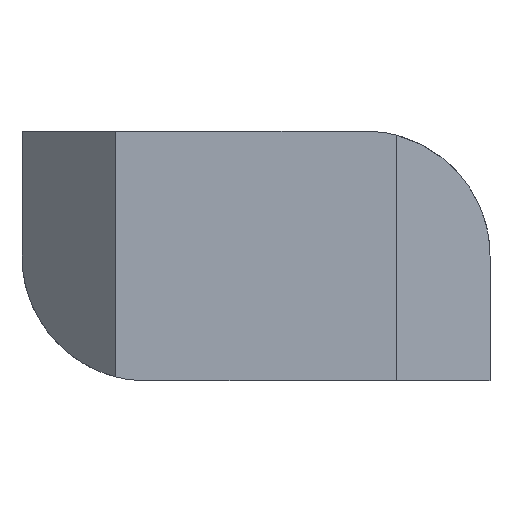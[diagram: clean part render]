
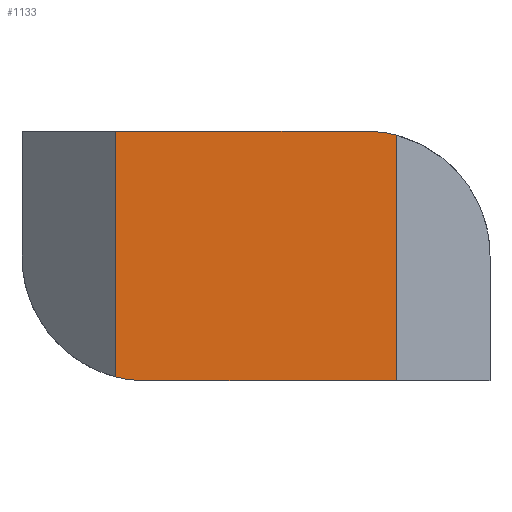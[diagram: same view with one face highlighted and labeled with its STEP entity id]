
A CAD part, front view. The second image highlights one B-rep face of the part: STEP entity #1133.
In plain terms, the highlighted planar face has unit normal (0, -1, 0).
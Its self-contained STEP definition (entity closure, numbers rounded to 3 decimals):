
#26=PLANE('',#1237);
#102=FACE_OUTER_BOUND('',#166,.T.);
#166=EDGE_LOOP('',(#867,#868,#869,#870,#871,#872));
#217=CIRCLE('',#1224,4.);
#220=CIRCLE('',#1230,4.);
#302=LINE('',#2759,#405);
#303=LINE('',#2762,#406);
#304=LINE('',#2763,#407);
#305=LINE('',#2764,#408);
#405=VECTOR('',#1418,1000.);
#406=VECTOR('',#1421,1000.);
#407=VECTOR('',#1422,1000.);
#408=VECTOR('',#1423,1000.);
#512=VERTEX_POINT('',#2692);
#513=VERTEX_POINT('',#2694);
#525=VERTEX_POINT('',#2721);
#526=VERTEX_POINT('',#2723);
#540=VERTEX_POINT('',#2757);
#541=VERTEX_POINT('',#2761);
#640=EDGE_CURVE('',#512,#513,#217,.T.);
#654=EDGE_CURVE('',#526,#525,#220,.T.);
#673=EDGE_CURVE('',#525,#540,#302,.T.);
#674=EDGE_CURVE('',#541,#526,#303,.T.);
#675=EDGE_CURVE('',#513,#540,#304,.T.);
#676=EDGE_CURVE('',#541,#512,#305,.T.);
#867=ORIENTED_EDGE('',*,*,#674,.T.);
#868=ORIENTED_EDGE('',*,*,#654,.T.);
#869=ORIENTED_EDGE('',*,*,#673,.T.);
#870=ORIENTED_EDGE('',*,*,#675,.F.);
#871=ORIENTED_EDGE('',*,*,#640,.F.);
#872=ORIENTED_EDGE('',*,*,#676,.F.);
#1133=ADVANCED_FACE('',(#102),#26,.F.);
#1224=AXIS2_PLACEMENT_3D('',#2695,#1368,#1369);
#1230=AXIS2_PLACEMENT_3D('',#2724,#1390,#1391);
#1237=AXIS2_PLACEMENT_3D('',#2760,#1419,#1420);
#1368=DIRECTION('center_axis',(0.,1.,0.));
#1369=DIRECTION('ref_axis',(-1.,0.,0.));
#1390=DIRECTION('center_axis',(0.,-1.,0.));
#1391=DIRECTION('ref_axis',(-1.,0.,0.));
#1418=DIRECTION('',(1.,0.,0.));
#1419=DIRECTION('center_axis',(0.,1.,0.));
#1420=DIRECTION('ref_axis',(-1.,0.,0.));
#1421=DIRECTION('',(0.,0.,-1.));
#1422=DIRECTION('',(0.,0.,-1.));
#1423=DIRECTION('',(1.,0.,0.));
#2692=CARTESIAN_POINT('',(11.,-5.,8.));
#2694=CARTESIAN_POINT('',(12.,-5.,7.873));
#2695=CARTESIAN_POINT('Origin',(11.,-5.,4.));
#2721=CARTESIAN_POINT('',(4.,-5.,0.));
#2723=CARTESIAN_POINT('',(3.,-5.,0.127));
#2724=CARTESIAN_POINT('Origin',(4.,-5.,4.));
#2757=CARTESIAN_POINT('',(12.,-5.,0.));
#2759=CARTESIAN_POINT('',(12.,-5.,0.));
#2760=CARTESIAN_POINT('Origin',(12.,-5.,8.));
#2761=CARTESIAN_POINT('',(3.,-5.,8.));
#2762=CARTESIAN_POINT('',(3.,-5.,8.));
#2763=CARTESIAN_POINT('',(12.,-5.,8.));
#2764=CARTESIAN_POINT('',(12.,-5.,8.));
